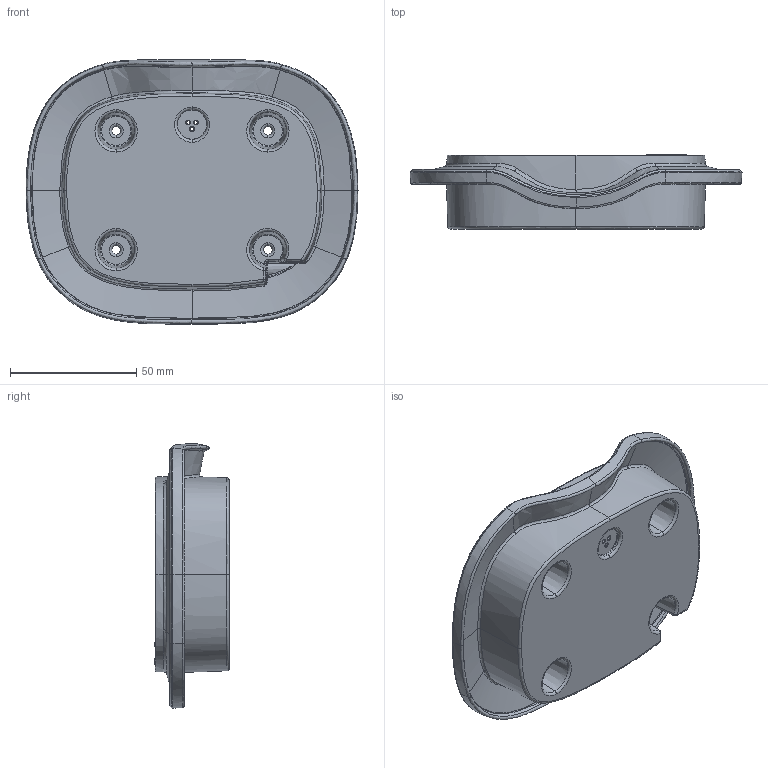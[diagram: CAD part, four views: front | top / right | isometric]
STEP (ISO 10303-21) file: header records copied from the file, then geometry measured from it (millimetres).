
FILE_DESCRIPTION (( 'STEP AP203' ), '1' );
FILE_NAME ('251002_Caddisfly_External_Camera_bottom_REV_00.STEP', '2016-06-14T12:13:29', ( 'Windows User' ), ( '' ), 'SwSTEP 2.0', 'SolidWorks 2015', '' );
FILE_SCHEMA (( 'CONFIG_CONTROL_DESIGN' ));
Products named in the file (1): 251002_Caddisfly_External_Camera_bottom_REV_00
Bounding box: 131.3 x 29.4 x 104.58 mm (x, y, z)
Volume: 58201.4 mm3; surface area: 47550.7 mm2
Topology: 1 solids, 1 shells, 472 faces, 1073 edges, 590 vertices
Faces by surface type: bspline 265, torus 97, cone 51, plane 29, cylinder 18, sphere 12
Entity records: 32950 total; most frequent: CARTESIAN_POINT 24217, ORIENTED_EDGE 2088, DIRECTION 1404, EDGE_CURVE 1044, AXIS2_PLACEMENT_3D 645, VERTEX_POINT 586, EDGE_LOOP 498, B_SPLINE_CURVE_WITH_KNOTS 478
